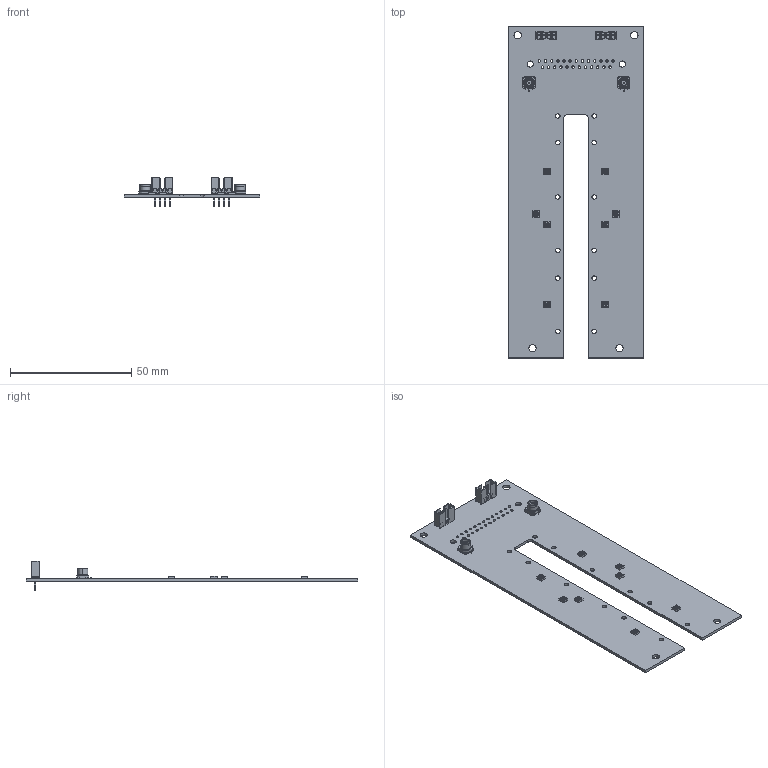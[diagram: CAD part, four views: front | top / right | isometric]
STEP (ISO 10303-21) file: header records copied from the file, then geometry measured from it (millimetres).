
FILE_DESCRIPTION(('Open CASCADE Model'),'2;1');
FILE_NAME('Open CASCADE Shape Model','2024-11-22T10:48:35',('Author'),( 'Open CASCADE'),'Open CASCADE STEP processor 7.5','Open CASCADE 7.5' ,'Unknown');
FILE_SCHEMA(('AUTOMOTIVE_DESIGN { 1 0 10303 214 1 1 1 1 }'));
Length unit declared in the file: millimetre
Products named in the file (20): PCB; Board; Open CASCADE STEP translator 7.5 1.1.1; J3; 2-292161-4_TYC; J2; U3; MM5130_model; U2; U8; U7; U6; U5; J5; 853050232; Open CASCADE STEP translator 7.5 1.10.1.1; Open CASCADE STEP translator 7.5 1.10.1.2; U4; J10; U1
Assembly tree (28 placements, depth 4):
  PCB
    Board
      Open CASCADE STEP translator 7.5 1.1.1
    J3
      2-292161-4_TYC
    J2
      2-292161-4_TYC
    U3
      MM5130_model
    U2
      MM5130_model
    U8
      MM5130_model
    U7
      MM5130_model
    U6
      MM5130_model
    U5
      MM5130_model
    J5
      853050232
        Open CASCADE STEP translator 7.5 1.10.1.1
        Open CASCADE STEP translator 7.5 1.10.1.2
    U4
      MM5130_model
    J10
      853050232
        Open CASCADE STEP translator 7.5 1.10.1.1
        Open CASCADE STEP translator 7.5 1.10.1.2
    U1
      MM5130_model
Bounding box: 55.88 x 137.16 x 12.23 mm (x, y, z)
Volume: 7887.9 mm3; surface area: 15419.8 mm2
Topology: 33 solids, 33 shells, 2835 faces, 7321 edges, 4502 vertices
Faces by surface type: plane 2036, bspline 420, sphere 232, cylinder 127, cone 16, torus 4
Full cylindrical faces by diameter (mm): 0.4 x18, 1.02 x33, 1.854 x12, 2.032 x2, 2.57 x2, 3 x4
Entity records: 20662 total; most frequent: CARTESIAN_POINT 4015, ORIENTED_EDGE 2960, DIRECTION 2820, EDGE_CURVE 1480, LINE 1102, VECTOR 1102, VERTEX_POINT 934, AXIS2_PLACEMENT_3D 859
